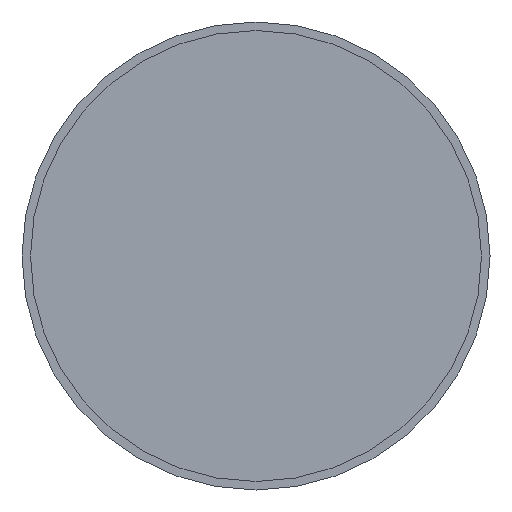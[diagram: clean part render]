
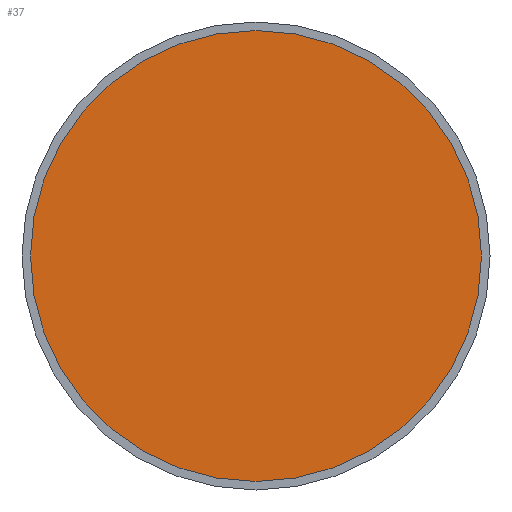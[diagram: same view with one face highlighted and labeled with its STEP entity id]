
A CAD part, front view. The second image highlights one B-rep face of the part: STEP entity #37.
In plain terms, the highlighted planar face has unit normal (0, -1, 0).
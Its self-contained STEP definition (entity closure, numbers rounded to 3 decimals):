
#37 = ADVANCED_FACE( '', ( #80 ), #81, .F. );
#80 = FACE_OUTER_BOUND( '', #137, .T. );
#81 = PLANE( '', #138 );
#137 = EDGE_LOOP( '', ( #188 ) );
#138 = AXIS2_PLACEMENT_3D( '', #189, #190, #191 );
#188 = ORIENTED_EDGE( '', *, *, #264, .F. );
#189 = CARTESIAN_POINT( '', ( 0., -27., 0. ) );
#190 = DIRECTION( '', ( 0., 1., 0. ) );
#191 = DIRECTION( '', ( 0., 0., 1. ) );
#264 = EDGE_CURVE( '', #289, #289, #290, .T. );
#289 = VERTEX_POINT( '', #326 );
#290 = CIRCLE( '', #327, 69.85 );
#326 = CARTESIAN_POINT( '', ( 0., -27., 69.85 ) );
#327 = AXIS2_PLACEMENT_3D( '', #362, #363, #364 );
#362 = CARTESIAN_POINT( '', ( 0., -27., 0. ) );
#363 = DIRECTION( '', ( 0., 1., 0. ) );
#364 = DIRECTION( '', ( 0., 0., 1. ) );
